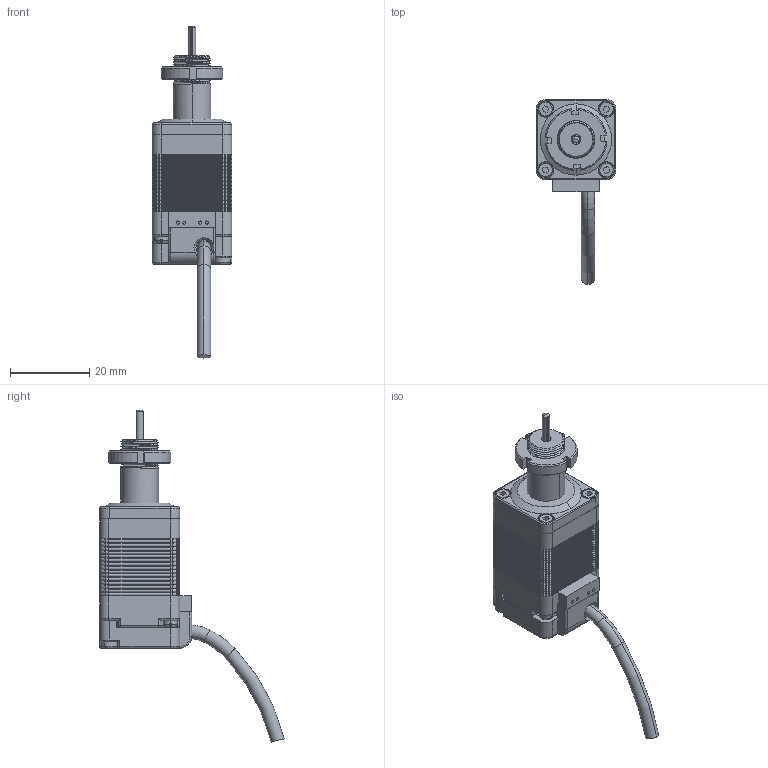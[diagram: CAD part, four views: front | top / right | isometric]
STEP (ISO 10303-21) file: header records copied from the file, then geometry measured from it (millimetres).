
FILE_DESCRIPTION (( 'STEP AP214' ), '1' );
FILE_NAME ('MP-21-1101X.STEP', '2024-05-01T21:36:00', ( '' ), ( '' ), 'SwSTEP 2.0', 'SolidWorks 2023', '' );
FILE_SCHEMA (( 'AUTOMOTIVE_DESIGN' ));
Length unit declared in the file: millimetre
Products named in the file (9): 430030-B MP-21 12mm, Front Plate; MP-21-1101X; M2 3; Spline, Cut, MP-21_32.5mm; M2 28 pan; 130054-A Nut 375-40; 130005 Motor S8-NC_As Received; cable; 430031-C Back plate
Assembly tree (12 placements, depth 2):
  MP-21-1101X
    430031-C Back plate
    430030-B MP-21 12mm, Front Plate
    M2 3  x4
    M2 28 pan  x2
    130005 Motor S8-NC_As Received
    cable
    130054-A Nut 375-40
    Spline, Cut, MP-21_32.5mm
Bounding box: 20.2 x 46.61 x 83.86 mm (x, y, z)
Volume: 14807 mm3; surface area: 9988.3 mm2
Topology: 12 solids, 12 shells, 1129 faces, 2499 edges, 1415 vertices
Faces by surface type: cylinder 487, torus 342, plane 237, cone 44, sphere 13, bspline 6
Entity records: 31258 total; most frequent: CARTESIAN_POINT 7090, DIRECTION 5696, ORIENTED_EDGE 4652, AXIS2_PLACEMENT_3D 2406, EDGE_CURVE 2326, CIRCLE 1345, VERTEX_POINT 1314, EDGE_LOOP 1096
